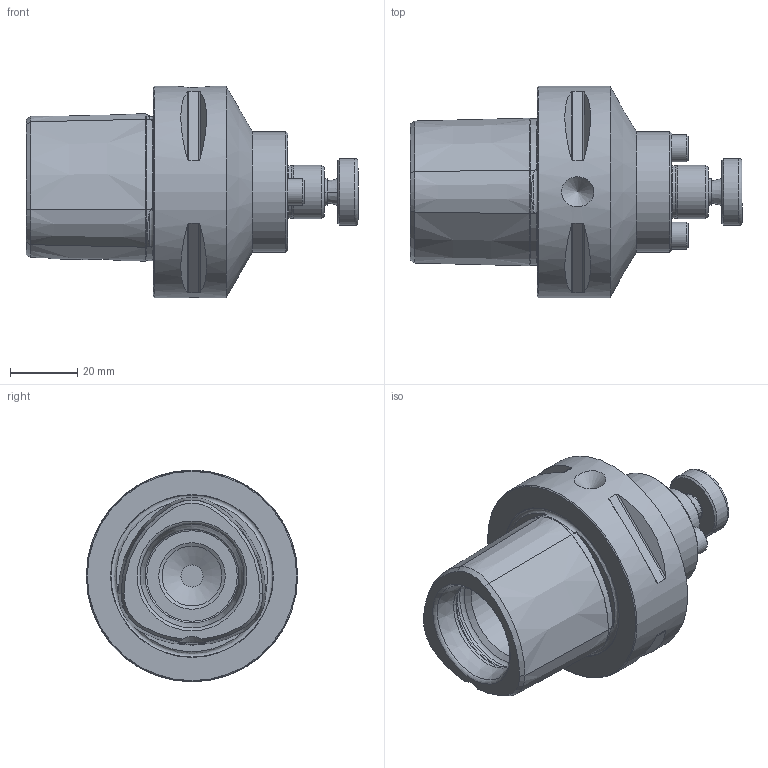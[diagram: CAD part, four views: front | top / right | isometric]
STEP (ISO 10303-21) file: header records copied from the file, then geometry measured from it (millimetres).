
FILE_DESCRIPTION( ( 'Unknown' ), '1' );
FILE_NAME( '280601610-C.stp', 'Unknown', ( 'Unknown' ), ( 'Unknown' ), 'PSStep 15.0.49', 'Unknown', ' ' );
FILE_SCHEMA( ( 'AUTOMOTIVE_DESIGN { 1 0 10303 214 1 1 1 1 }' ) );
Length unit declared in the file: millimetre
Products named in the file (6): Assem1; 0003464; 0003381; 0007093; 0004885; 0002976
Assembly tree (7 placements, depth 2):
  Assem1
    0003464
    0003381  x2
    0007093  x2
    0004885
    0002976
Bounding box: 99 x 63 x 63 mm (x, y, z)
Volume: 124629.6 mm3; surface area: 25828.9 mm2
Topology: 7 solids, 7 shells, 235 faces, 547 edges, 341 vertices
Faces by surface type: cone 98, cylinder 65, plane 51, torus 21
Full cylindrical faces by diameter (mm): 2.439 x2, 2.459 x2, 3.2 x2, 4 x1, 5.5 x2, 6 x4, 6.647 x2, 8 x4, 8.1 x2, 8.4 x1, 8.5 x1, 15.6 x1, 16 x1, 16.5 x1, 17.835 x2, 20 x1, 28 x2, 32 x1, 36 x1, 63 x1
Entity records: 7646 total; most frequent: CARTESIAN_POINT 1693, DIRECTION 896, ORIENTED_EDGE 752, AXIS2_PLACEMENT_3D 403, EDGE_CURVE 376, EDGE_LOOP 302, VERTEX_POINT 274, FACE_OUTER_BOUND 247
